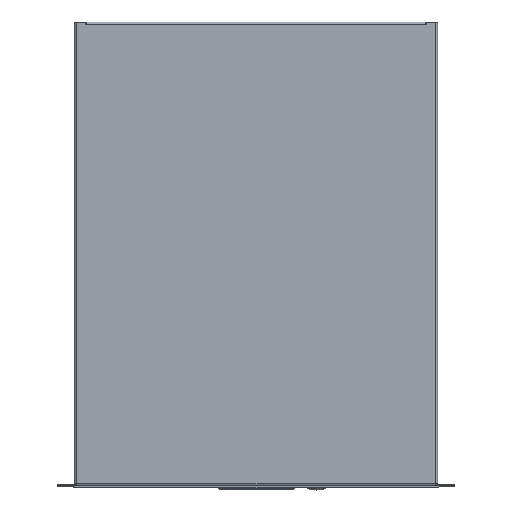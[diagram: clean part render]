
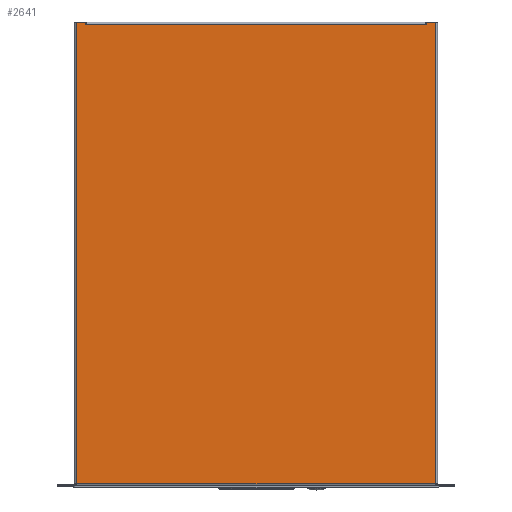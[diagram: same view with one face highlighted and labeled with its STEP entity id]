
A CAD part, top view. The second image highlights one B-rep face of the part: STEP entity #2641.
In plain terms, the highlighted planar face has unit normal (0, 0, 1).
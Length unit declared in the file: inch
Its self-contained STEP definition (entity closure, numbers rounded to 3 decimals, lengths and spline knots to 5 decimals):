
#193 = CARTESIAN_POINT ( 'NONE',  ( -8.678, 22.172, 1.6565 ) ) ;
#221 = EDGE_CURVE ( 'NONE', #8543, #1982, #10069, .T. ) ;
#236 = VECTOR ( 'NONE', #17681, 39.37008 ) ;
#321 = CARTESIAN_POINT ( 'NONE',  ( -8.57, 22.28, 1.6565 ) ) ;
#330 = CARTESIAN_POINT ( 'NONE',  ( -8.678, 22.172, 1.6565 ) ) ;
#650 = VERTEX_POINT ( 'NONE', #9810 ) ;
#870 = ORIENTED_EDGE ( 'NONE', *, *, #3938, .T. ) ;
#1182 = DIRECTION ( 'NONE',  ( 0., -1., 0. ) ) ;
#1440 = EDGE_CURVE ( 'NONE', #1845, #18825, #5773, .T. ) ;
#1520 = ORIENTED_EDGE ( 'NONE', *, *, #10207, .T. ) ;
#1845 = VERTEX_POINT ( 'NONE', #21816 ) ;
#1982 = VERTEX_POINT ( 'NONE', #2400 ) ;
#2400 = CARTESIAN_POINT ( 'NONE',  ( -8.57, 0.213, 1.6565 ) ) ;
#2641 = ADVANCED_FACE ( 'NONE', ( #9837 ), #15279, .T. ) ;
#2647 = CARTESIAN_POINT ( 'NONE',  ( -8.678, 22.28, 1.6565 ) ) ;
#2962 = VERTEX_POINT ( 'NONE', #10136 ) ;
#3138 = VECTOR ( 'NONE', #1182, 39.37008 ) ;
#3179 = EDGE_CURVE ( 'NONE', #4964, #15811, #12673, .T. ) ;
#3355 = LINE ( 'NONE', #330, #17058 ) ;
#3938 = EDGE_CURVE ( 'NONE', #2962, #5205, #3355, .T. ) ;
#4458 = EDGE_CURVE ( 'NONE', #1982, #4964, #18442, .T. ) ;
#4659 = CARTESIAN_POINT ( 'NONE',  ( 8.136, 22.28, 1.6565 ) ) ;
#4964 = VERTEX_POINT ( 'NONE', #16129 ) ;
#5015 = EDGE_CURVE ( 'NONE', #650, #15811, #18139, .T. ) ;
#5205 = VERTEX_POINT ( 'NONE', #13884 ) ;
#5458 = CARTESIAN_POINT ( 'NONE',  ( -8.136, 22.28, 1.6565 ) ) ;
#5459 = LINE ( 'NONE', #17491, #6418 ) ;
#5773 = LINE ( 'NONE', #13996, #236 ) ;
#6111 = LINE ( 'NONE', #4659, #3138 ) ;
#6418 = VECTOR ( 'NONE', #18843, 39.37008 ) ;
#6601 = VECTOR ( 'NONE', #8305, 39.37008 ) ;
#6791 = CARTESIAN_POINT ( 'NONE',  ( -8.678, 22.172, 1.6565 ) ) ;
#6939 = DIRECTION ( 'NONE',  ( 0., -1., 0. ) ) ;
#7545 = ORIENTED_EDGE ( 'NONE', *, *, #11683, .F. ) ;
#7899 = DIRECTION ( 'NONE',  ( 1., 0., 0. ) ) ;
#8305 = DIRECTION ( 'NONE',  ( 1., 0., 0. ) ) ;
#8543 = VERTEX_POINT ( 'NONE', #321 ) ;
#9810 = CARTESIAN_POINT ( 'NONE',  ( 8.136, 22.28, 1.6565 ) ) ;
#9837 = FACE_OUTER_BOUND ( 'NONE', #10554, .T. ) ;
#9871 = DIRECTION ( 'NONE',  ( 0., 1., 0. ) ) ;
#9922 = DIRECTION ( 'NONE',  ( -1., 0., 0. ) ) ;
#10069 = LINE ( 'NONE', #18536, #17267 ) ;
#10136 = CARTESIAN_POINT ( 'NONE',  ( 8.136, 22.172, 1.6565 ) ) ;
#10207 = EDGE_CURVE ( 'NONE', #650, #2962, #6111, .T. ) ;
#10324 = ORIENTED_EDGE ( 'NONE', *, *, #15418, .T. ) ;
#10504 = CARTESIAN_POINT ( 'NONE',  ( 8.57, 22.28, 1.6565 ) ) ;
#10554 = EDGE_LOOP ( 'NONE', ( #870, #10324, #22058, #18123, #7545, #17479, #11649, #20452, #12938, #1520 ) ) ;
#11649 = ORIENTED_EDGE ( 'NONE', *, *, #4458, .T. ) ;
#11683 = EDGE_CURVE ( 'NONE', #8543, #18825, #5459, .T. ) ;
#12673 = LINE ( 'NONE', #16126, #14279 ) ;
#12938 = ORIENTED_EDGE ( 'NONE', *, *, #5015, .F. ) ;
#13884 = CARTESIAN_POINT ( 'NONE',  ( 8.106, 22.172, 1.6565 ) ) ;
#13994 = CARTESIAN_POINT ( 'NONE',  ( -8.106, 22.172, 1.6565 ) ) ;
#13996 = CARTESIAN_POINT ( 'NONE',  ( -8.136, 22.28, 1.6565 ) ) ;
#14279 = VECTOR ( 'NONE', #9871, 39.37008 ) ;
#14800 = VERTEX_POINT ( 'NONE', #13994 ) ;
#15279 = PLANE ( 'NONE',  #16502 ) ;
#15418 = EDGE_CURVE ( 'NONE', #5205, #14800, #16902, .T. ) ;
#15811 = VERTEX_POINT ( 'NONE', #10504 ) ;
#16126 = CARTESIAN_POINT ( 'NONE',  ( 8.57, 22.28, 1.6565 ) ) ;
#16129 = CARTESIAN_POINT ( 'NONE',  ( 8.57, 0.213, 1.6565 ) ) ;
#16502 = AXIS2_PLACEMENT_3D ( 'NONE', #21656, #21985, #18627 ) ;
#16630 = EDGE_CURVE ( 'NONE', #14800, #1845, #16806, .T. ) ;
#16767 = CARTESIAN_POINT ( 'NONE',  ( -8.678, 0.213, 1.6565 ) ) ;
#16806 = LINE ( 'NONE', #193, #19162 ) ;
#16902 = LINE ( 'NONE', #6791, #21620 ) ;
#16929 = DIRECTION ( 'NONE',  ( -1., 0., 0. ) ) ;
#17058 = VECTOR ( 'NONE', #16929, 39.37008 ) ;
#17267 = VECTOR ( 'NONE', #6939, 39.37008 ) ;
#17285 = VECTOR ( 'NONE', #7899, 39.37008 ) ;
#17479 = ORIENTED_EDGE ( 'NONE', *, *, #221, .T. ) ;
#17491 = CARTESIAN_POINT ( 'NONE',  ( -8.678, 22.28, 1.6565 ) ) ;
#17681 = DIRECTION ( 'NONE',  ( 0., 1., 0. ) ) ;
#18123 = ORIENTED_EDGE ( 'NONE', *, *, #1440, .T. ) ;
#18139 = LINE ( 'NONE', #2647, #17285 ) ;
#18442 = LINE ( 'NONE', #16767, #6601 ) ;
#18483 = DIRECTION ( 'NONE',  ( -1., 0., 0. ) ) ;
#18536 = CARTESIAN_POINT ( 'NONE',  ( -8.57, 22.28, 1.6565 ) ) ;
#18627 = DIRECTION ( 'NONE',  ( 1., 0., 0. ) ) ;
#18825 = VERTEX_POINT ( 'NONE', #5458 ) ;
#18843 = DIRECTION ( 'NONE',  ( 1., 0., 0. ) ) ;
#19162 = VECTOR ( 'NONE', #9922, 39.37008 ) ;
#20452 = ORIENTED_EDGE ( 'NONE', *, *, #3179, .T. ) ;
#21620 = VECTOR ( 'NONE', #18483, 39.37008 ) ;
#21656 = CARTESIAN_POINT ( 'NONE',  ( -8.678, 22.28, 1.6565 ) ) ;
#21816 = CARTESIAN_POINT ( 'NONE',  ( -8.136, 22.172, 1.6565 ) ) ;
#21985 = DIRECTION ( 'NONE',  ( 0., 0., 1. ) ) ;
#22058 = ORIENTED_EDGE ( 'NONE', *, *, #16630, .T. ) ;
